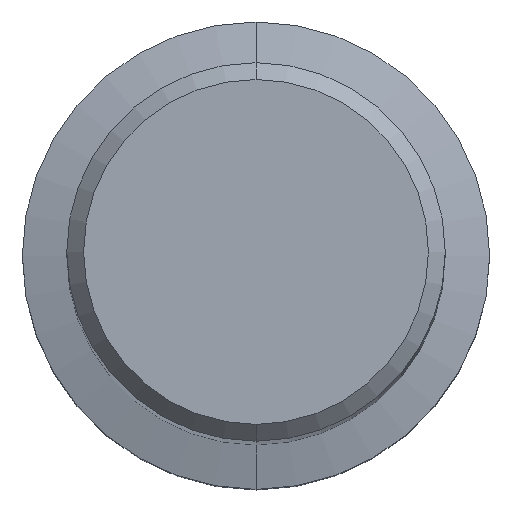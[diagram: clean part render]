
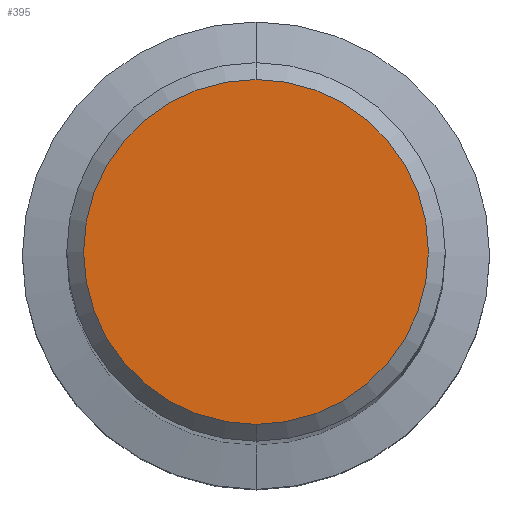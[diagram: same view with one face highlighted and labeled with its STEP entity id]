
A CAD part, top view. The second image highlights one B-rep face of the part: STEP entity #395.
In plain terms, the highlighted planar face has unit normal (0, 0, 1).
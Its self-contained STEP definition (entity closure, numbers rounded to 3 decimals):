
#267=VERTEX_POINT('',#629);
#325=EDGE_CURVE('',#373,#267,#694,.T.);
#373=VERTEX_POINT('',#745);
#395=ADVANCED_FACE('',(#770),#771,.T.);
#459=EDGE_CURVE('',#267,#373,#843,.T.);
#629=CARTESIAN_POINT('',(0.0,8.2,0.0));
#694=CIRCLE('',#1264,8.2);
#745=CARTESIAN_POINT('',(0.,-8.2,0.0));
#770=FACE_OUTER_BOUND('',#1385,.T.);
#771=PLANE('',#1386);
#843=CIRCLE('',#1535,8.2);
#1264=AXIS2_PLACEMENT_3D('',#1855,#1856,#1857);
#1385=EDGE_LOOP('',(#1952,#1953));
#1386=AXIS2_PLACEMENT_3D('',#1954,#1955,#1956);
#1535=AXIS2_PLACEMENT_3D('',#2028,#2029,#2030);
#1855=CARTESIAN_POINT('',(0.0,0.0,0.0));
#1856=DIRECTION('',(0.0,0.0,-1.0));
#1857=DIRECTION('',(0.0,1.0,0.0));
#1952=ORIENTED_EDGE('',*,*,#459,.F.);
#1953=ORIENTED_EDGE('',*,*,#325,.F.);
#1954=CARTESIAN_POINT('',(0.0,4.1,0.0));
#1955=DIRECTION('',(-0.0,0.0,1.0));
#1956=DIRECTION('',(0.0,-1.0,0.0));
#2028=CARTESIAN_POINT('',(0.0,0.0,0.0));
#2029=DIRECTION('',(0.0,0.0,-1.0));
#2030=DIRECTION('',(0.0,1.0,0.0));
